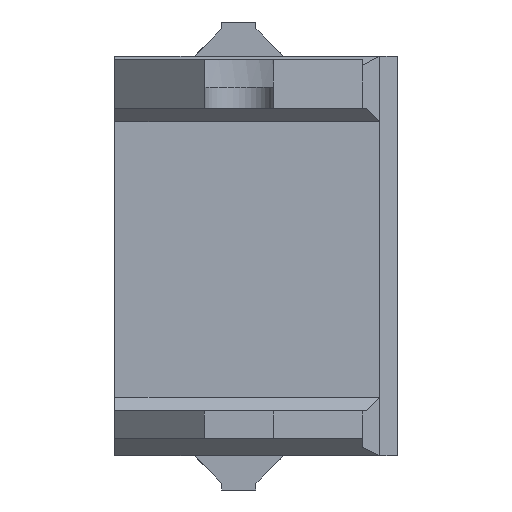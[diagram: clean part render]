
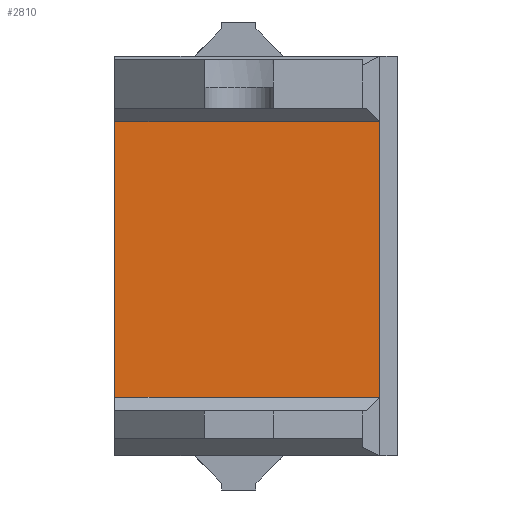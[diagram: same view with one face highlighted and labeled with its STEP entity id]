
A CAD part, left-side view. The second image highlights one B-rep face of the part: STEP entity #2810.
In plain terms, the highlighted planar face has unit normal (-1, 0, 0).
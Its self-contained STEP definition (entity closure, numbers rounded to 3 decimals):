
#83 = PLANE('',#84);
#84 = AXIS2_PLACEMENT_3D('',#85,#86,#87);
#85 = CARTESIAN_POINT('',(67.027,18.,-5.626));
#86 = DIRECTION('',(0.,-1.,0.));
#87 = DIRECTION('',(-1.,0.,0.));
#227 = VERTEX_POINT('',#228);
#228 = CARTESIAN_POINT('',(70.95,-20.5,-34.9));
#249 = PLANE('',#250);
#250 = AXIS2_PLACEMENT_3D('',#251,#252,#253);
#251 = CARTESIAN_POINT('',(80.254,-1.44,-34.9));
#252 = DIRECTION('',(0.,0.,-1.));
#253 = DIRECTION('',(-1.,0.,0.));
#405 = PLANE('',#406);
#406 = AXIS2_PLACEMENT_3D('',#407,#408,#409);
#407 = CARTESIAN_POINT('',(69.895,-19.445,
    -30.781));
#408 = DIRECTION('',(-0.707,-0.707,0.)
  );
#409 = DIRECTION('',(-0.707,0.707,0.));
#1268 = PLANE('',#1269);
#1269 = AXIS2_PLACEMENT_3D('',#1270,#1271,#1272);
#1270 = CARTESIAN_POINT('',(80.254,-1.44,23.1));
#1271 = DIRECTION('',(0.,0.,-1.));
#1272 = DIRECTION('',(-1.,0.,0.));
#1284 = VERTEX_POINT('',#1285);
#1285 = CARTESIAN_POINT('',(70.95,-20.5,23.1));
#1398 = PLANE('',#1399);
#1399 = AXIS2_PLACEMENT_3D('',#1400,#1401,#1402);
#1400 = CARTESIAN_POINT('',(69.878,-19.428,
    18.466));
#1401 = DIRECTION('',(-0.707,-0.707,0.
    ));
#1402 = DIRECTION('',(-0.707,0.707,0.
    ));
#2085 = VERTEX_POINT('',#2086);
#2086 = CARTESIAN_POINT('',(70.95,-20.51,23.1));
#2100 = PLANE('',#2101);
#2101 = AXIS2_PLACEMENT_3D('',#2102,#2103,#2104);
#2102 = CARTESIAN_POINT('',(72.2,-21.76,23.1));
#2103 = DIRECTION('',(-0.707,-0.707,0.
    ));
#2104 = DIRECTION('',(0.,0.,-1.));
#2112 = EDGE_CURVE('',#1284,#2085,#2113,.T.);
#2113 = SURFACE_CURVE('',#2114,(#2118,#2125),.PCURVE_S1.);
#2114 = LINE('',#2115,#2116);
#2115 = CARTESIAN_POINT('',(70.95,22.99,23.1));
#2116 = VECTOR('',#2117,1.);
#2117 = DIRECTION('',(0.,-1.,0.));
#2118 = PCURVE('',#1268,#2119);
#2119 = DEFINITIONAL_REPRESENTATION('',(#2120),#2124);
#2120 = LINE('',#2121,#2122);
#2121 = CARTESIAN_POINT('',(9.304,24.43));
#2122 = VECTOR('',#2123,1.);
#2123 = DIRECTION('',(0.,-1.));
#2124 = ( GEOMETRIC_REPRESENTATION_CONTEXT(2) 
PARAMETRIC_REPRESENTATION_CONTEXT() REPRESENTATION_CONTEXT('2D SPACE',''
  ) );
#2125 = PCURVE('',#2126,#2131);
#2126 = PLANE('',#2127);
#2127 = AXIS2_PLACEMENT_3D('',#2128,#2129,#2130);
#2128 = CARTESIAN_POINT('',(70.95,22.99,23.1));
#2129 = DIRECTION('',(-1.,0.,0.));
#2130 = DIRECTION('',(0.,1.,0.));
#2131 = DEFINITIONAL_REPRESENTATION('',(#2132),#2136);
#2132 = LINE('',#2133,#2134);
#2133 = CARTESIAN_POINT('',(0.,0.));
#2134 = VECTOR('',#2135,1.);
#2135 = DIRECTION('',(-1.,0.));
#2136 = ( GEOMETRIC_REPRESENTATION_CONTEXT(2) 
PARAMETRIC_REPRESENTATION_CONTEXT() REPRESENTATION_CONTEXT('2D SPACE',''
  ) );
#2174 = VERTEX_POINT('',#2175);
#2175 = CARTESIAN_POINT('',(70.95,-20.5,13.59));
#2189 = PLANE('',#2190);
#2190 = AXIS2_PLACEMENT_3D('',#2191,#2192,#2193);
#2191 = CARTESIAN_POINT('',(69.975,-0.909,
    14.565));
#2192 = DIRECTION('',(0.707,0.,0.707)
  );
#2193 = DIRECTION('',(-0.707,0.,0.707
    ));
#2201 = EDGE_CURVE('',#1284,#2174,#2202,.T.);
#2202 = SURFACE_CURVE('',#2203,(#2207,#2214),.PCURVE_S1.);
#2203 = LINE('',#2204,#2205);
#2204 = CARTESIAN_POINT('',(70.95,-20.5,23.1));
#2205 = VECTOR('',#2206,1.);
#2206 = DIRECTION('',(0.,0.,-1.));
#2207 = PCURVE('',#1398,#2208);
#2208 = DEFINITIONAL_REPRESENTATION('',(#2209),#2213);
#2209 = LINE('',#2210,#2211);
#2210 = CARTESIAN_POINT('',(-1.515,-4.634));
#2211 = VECTOR('',#2212,1.);
#2212 = DIRECTION('',(0.,1.));
#2213 = ( GEOMETRIC_REPRESENTATION_CONTEXT(2) 
PARAMETRIC_REPRESENTATION_CONTEXT() REPRESENTATION_CONTEXT('2D SPACE',''
  ) );
#2214 = PCURVE('',#2126,#2215);
#2215 = DEFINITIONAL_REPRESENTATION('',(#2216),#2220);
#2216 = LINE('',#2217,#2218);
#2217 = CARTESIAN_POINT('',(-43.49,0.));
#2218 = VECTOR('',#2219,1.);
#2219 = DIRECTION('',(0.,1.));
#2220 = ( GEOMETRIC_REPRESENTATION_CONTEXT(2) 
PARAMETRIC_REPRESENTATION_CONTEXT() REPRESENTATION_CONTEXT('2D SPACE',''
  ) );
#2767 = VERTEX_POINT('',#2768);
#2768 = CARTESIAN_POINT('',(70.95,18.,13.59));
#2789 = EDGE_CURVE('',#2767,#2174,#2790,.T.);
#2790 = SURFACE_CURVE('',#2791,(#2795,#2802),.PCURVE_S1.);
#2791 = LINE('',#2792,#2793);
#2792 = CARTESIAN_POINT('',(70.95,-18.,13.59));
#2793 = VECTOR('',#2794,1.);
#2794 = DIRECTION('',(0.,-1.,0.));
#2795 = PCURVE('',#2189,#2796);
#2796 = DEFINITIONAL_REPRESENTATION('',(#2797),#2801);
#2797 = LINE('',#2798,#2799);
#2798 = CARTESIAN_POINT('',(-1.379,17.091));
#2799 = VECTOR('',#2800,1.);
#2800 = DIRECTION('',(0.,1.));
#2801 = ( GEOMETRIC_REPRESENTATION_CONTEXT(2) 
PARAMETRIC_REPRESENTATION_CONTEXT() REPRESENTATION_CONTEXT('2D SPACE',''
  ) );
#2802 = PCURVE('',#2126,#2803);
#2803 = DEFINITIONAL_REPRESENTATION('',(#2804),#2808);
#2804 = LINE('',#2805,#2806);
#2805 = CARTESIAN_POINT('',(-40.99,9.51));
#2806 = VECTOR('',#2807,1.);
#2807 = DIRECTION('',(-1.,0.));
#2808 = ( GEOMETRIC_REPRESENTATION_CONTEXT(2) 
PARAMETRIC_REPRESENTATION_CONTEXT() REPRESENTATION_CONTEXT('2D SPACE',''
  ) );
#2810 = ADVANCED_FACE('',(#2811),#2126,.T.);
#2811 = FACE_BOUND('',#2812,.T.);
#2812 = EDGE_LOOP('',(#2813,#2836,#2864,#2885,#2908,#2929,#2930,#2931));
#2813 = ORIENTED_EDGE('',*,*,#2814,.T.);
#2814 = EDGE_CURVE('',#2767,#2815,#2817,.T.);
#2815 = VERTEX_POINT('',#2816);
#2816 = CARTESIAN_POINT('',(70.95,18.,-26.41));
#2817 = SURFACE_CURVE('',#2818,(#2822,#2829),.PCURVE_S1.);
#2818 = LINE('',#2819,#2820);
#2819 = CARTESIAN_POINT('',(70.95,18.,53.503));
#2820 = VECTOR('',#2821,1.);
#2821 = DIRECTION('',(0.,0.,-1.));
#2822 = PCURVE('',#2126,#2823);
#2823 = DEFINITIONAL_REPRESENTATION('',(#2824),#2828);
#2824 = LINE('',#2825,#2826);
#2825 = CARTESIAN_POINT('',(-4.99,-30.403));
#2826 = VECTOR('',#2827,1.);
#2827 = DIRECTION('',(0.,1.));
#2828 = ( GEOMETRIC_REPRESENTATION_CONTEXT(2) 
PARAMETRIC_REPRESENTATION_CONTEXT() REPRESENTATION_CONTEXT('2D SPACE',''
  ) );
#2829 = PCURVE('',#83,#2830);
#2830 = DEFINITIONAL_REPRESENTATION('',(#2831),#2835);
#2831 = LINE('',#2832,#2833);
#2832 = CARTESIAN_POINT('',(-3.923,-59.129));
#2833 = VECTOR('',#2834,1.);
#2834 = DIRECTION('',(0.,1.));
#2835 = ( GEOMETRIC_REPRESENTATION_CONTEXT(2) 
PARAMETRIC_REPRESENTATION_CONTEXT() REPRESENTATION_CONTEXT('2D SPACE',''
  ) );
#2836 = ORIENTED_EDGE('',*,*,#2837,.F.);
#2837 = EDGE_CURVE('',#2838,#2815,#2840,.T.);
#2838 = VERTEX_POINT('',#2839);
#2839 = CARTESIAN_POINT('',(70.95,-20.5,-26.41));
#2840 = SURFACE_CURVE('',#2841,(#2845,#2852),.PCURVE_S1.);
#2841 = LINE('',#2842,#2843);
#2842 = CARTESIAN_POINT('',(70.95,-18.,-26.41));
#2843 = VECTOR('',#2844,1.);
#2844 = DIRECTION('',(0.,1.,0.));
#2845 = PCURVE('',#2126,#2846);
#2846 = DEFINITIONAL_REPRESENTATION('',(#2847),#2851);
#2847 = LINE('',#2848,#2849);
#2848 = CARTESIAN_POINT('',(-40.99,49.51));
#2849 = VECTOR('',#2850,1.);
#2850 = DIRECTION('',(1.,0.));
#2851 = ( GEOMETRIC_REPRESENTATION_CONTEXT(2) 
PARAMETRIC_REPRESENTATION_CONTEXT() REPRESENTATION_CONTEXT('2D SPACE',''
  ) );
#2852 = PCURVE('',#2853,#2858);
#2853 = PLANE('',#2854);
#2854 = AXIS2_PLACEMENT_3D('',#2855,#2856,#2857);
#2855 = CARTESIAN_POINT('',(69.975,-0.909,
    -27.385));
#2856 = DIRECTION('',(0.707,0.,-0.707)
  );
#2857 = DIRECTION('',(0.707,0.,0.707)
  );
#2858 = DEFINITIONAL_REPRESENTATION('',(#2859),#2863);
#2859 = LINE('',#2860,#2861);
#2860 = CARTESIAN_POINT('',(1.379,17.091));
#2861 = VECTOR('',#2862,1.);
#2862 = DIRECTION('',(0.,-1.));
#2863 = ( GEOMETRIC_REPRESENTATION_CONTEXT(2) 
PARAMETRIC_REPRESENTATION_CONTEXT() REPRESENTATION_CONTEXT('2D SPACE',''
  ) );
#2864 = ORIENTED_EDGE('',*,*,#2865,.F.);
#2865 = EDGE_CURVE('',#227,#2838,#2866,.T.);
#2866 = SURFACE_CURVE('',#2867,(#2871,#2878),.PCURVE_S1.);
#2867 = LINE('',#2868,#2869);
#2868 = CARTESIAN_POINT('',(70.95,-20.5,-2.655));
#2869 = VECTOR('',#2870,1.);
#2870 = DIRECTION('',(0.,0.,1.));
#2871 = PCURVE('',#2126,#2872);
#2872 = DEFINITIONAL_REPRESENTATION('',(#2873),#2877);
#2873 = LINE('',#2874,#2875);
#2874 = CARTESIAN_POINT('',(-43.49,25.755));
#2875 = VECTOR('',#2876,1.);
#2876 = DIRECTION('',(0.,-1.));
#2877 = ( GEOMETRIC_REPRESENTATION_CONTEXT(2) 
PARAMETRIC_REPRESENTATION_CONTEXT() REPRESENTATION_CONTEXT('2D SPACE',''
  ) );
#2878 = PCURVE('',#405,#2879);
#2879 = DEFINITIONAL_REPRESENTATION('',(#2880),#2884);
#2880 = LINE('',#2881,#2882);
#2881 = CARTESIAN_POINT('',(-1.492,-28.126));
#2882 = VECTOR('',#2883,1.);
#2883 = DIRECTION('',(0.,-1.));
#2884 = ( GEOMETRIC_REPRESENTATION_CONTEXT(2) 
PARAMETRIC_REPRESENTATION_CONTEXT() REPRESENTATION_CONTEXT('2D SPACE',''
  ) );
#2885 = ORIENTED_EDGE('',*,*,#2886,.F.);
#2886 = EDGE_CURVE('',#2887,#227,#2889,.T.);
#2887 = VERTEX_POINT('',#2888);
#2888 = CARTESIAN_POINT('',(70.95,-20.51,-34.9));
#2889 = SURFACE_CURVE('',#2890,(#2894,#2901),.PCURVE_S1.);
#2890 = LINE('',#2891,#2892);
#2891 = CARTESIAN_POINT('',(70.95,-23.01,-34.9));
#2892 = VECTOR('',#2893,1.);
#2893 = DIRECTION('',(0.,1.,0.));
#2894 = PCURVE('',#2126,#2895);
#2895 = DEFINITIONAL_REPRESENTATION('',(#2896),#2900);
#2896 = LINE('',#2897,#2898);
#2897 = CARTESIAN_POINT('',(-46.,58.));
#2898 = VECTOR('',#2899,1.);
#2899 = DIRECTION('',(1.,0.));
#2900 = ( GEOMETRIC_REPRESENTATION_CONTEXT(2) 
PARAMETRIC_REPRESENTATION_CONTEXT() REPRESENTATION_CONTEXT('2D SPACE',''
  ) );
#2901 = PCURVE('',#249,#2902);
#2902 = DEFINITIONAL_REPRESENTATION('',(#2903),#2907);
#2903 = LINE('',#2904,#2905);
#2904 = CARTESIAN_POINT('',(9.304,-21.57));
#2905 = VECTOR('',#2906,1.);
#2906 = DIRECTION('',(0.,1.));
#2907 = ( GEOMETRIC_REPRESENTATION_CONTEXT(2) 
PARAMETRIC_REPRESENTATION_CONTEXT() REPRESENTATION_CONTEXT('2D SPACE',''
  ) );
#2908 = ORIENTED_EDGE('',*,*,#2909,.F.);
#2909 = EDGE_CURVE('',#2085,#2887,#2910,.T.);
#2910 = SURFACE_CURVE('',#2911,(#2915,#2922),.PCURVE_S1.);
#2911 = LINE('',#2912,#2913);
#2912 = CARTESIAN_POINT('',(70.95,-20.51,23.1));
#2913 = VECTOR('',#2914,1.);
#2914 = DIRECTION('',(0.,0.,-1.));
#2915 = PCURVE('',#2126,#2916);
#2916 = DEFINITIONAL_REPRESENTATION('',(#2917),#2921);
#2917 = LINE('',#2918,#2919);
#2918 = CARTESIAN_POINT('',(-43.5,0.));
#2919 = VECTOR('',#2920,1.);
#2920 = DIRECTION('',(0.,1.));
#2921 = ( GEOMETRIC_REPRESENTATION_CONTEXT(2) 
PARAMETRIC_REPRESENTATION_CONTEXT() REPRESENTATION_CONTEXT('2D SPACE',''
  ) );
#2922 = PCURVE('',#2100,#2923);
#2923 = DEFINITIONAL_REPRESENTATION('',(#2924),#2928);
#2924 = LINE('',#2925,#2926);
#2925 = CARTESIAN_POINT('',(0.,-1.768));
#2926 = VECTOR('',#2927,1.);
#2927 = DIRECTION('',(1.,0.));
#2928 = ( GEOMETRIC_REPRESENTATION_CONTEXT(2) 
PARAMETRIC_REPRESENTATION_CONTEXT() REPRESENTATION_CONTEXT('2D SPACE',''
  ) );
#2929 = ORIENTED_EDGE('',*,*,#2112,.F.);
#2930 = ORIENTED_EDGE('',*,*,#2201,.T.);
#2931 = ORIENTED_EDGE('',*,*,#2789,.F.);
